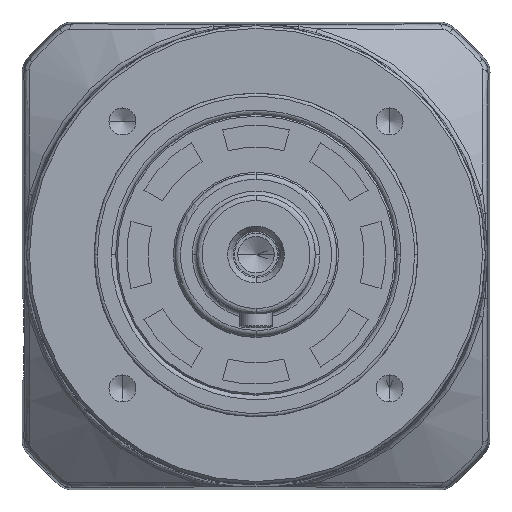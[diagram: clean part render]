
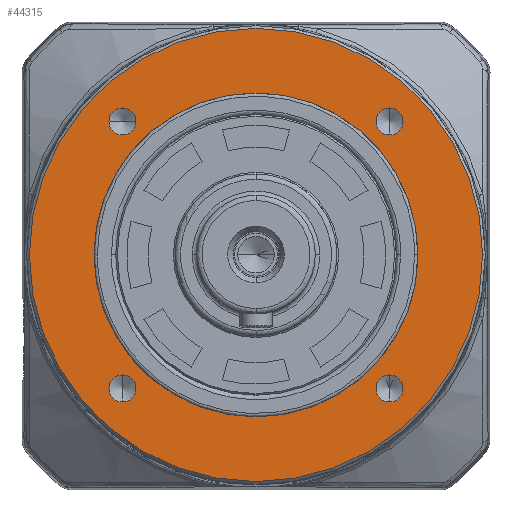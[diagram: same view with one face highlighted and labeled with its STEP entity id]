
A CAD part, top view. The second image highlights one B-rep face of the part: STEP entity #44315.
In plain terms, the highlighted planar face has unit normal (0, 0, 1).
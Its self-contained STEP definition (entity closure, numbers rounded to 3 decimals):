
#243 = AXIS2_PLACEMENT_3D ( 'NONE', #11400, #43931, #55096 ) ;
#279 = CIRCLE ( 'NONE', #17409, 42. ) ;
#336 = CARTESIAN_POINT ( 'NONE',  ( 22.249, -24.749, 41.5 ) ) ;
#525 = CARTESIAN_POINT ( 'NONE',  ( 22.249, 24.749, 41.5 ) ) ;
#531 = CARTESIAN_POINT ( 'NONE',  ( -30., 0., 41.5 ) ) ;
#552 = AXIS2_PLACEMENT_3D ( 'NONE', #55126, #55081, #55024 ) ;
#785 = EDGE_LOOP ( 'NONE', ( #5599, #28657 ) ) ;
#1157 = FACE_BOUND ( 'NONE', #11065, .T. ) ;
#1419 = DIRECTION ( 'NONE',  ( 0., 0., 1. ) ) ;
#1683 = EDGE_CURVE ( 'NONE', #6871, #52239, #52015, .T. ) ;
#3104 = CARTESIAN_POINT ( 'NONE',  ( -22.249, -24.749, 41.5 ) ) ;
#3326 = EDGE_CURVE ( 'NONE', #38513, #39577, #45531, .T. ) ;
#3686 = DIRECTION ( 'NONE',  ( 1., 0., 0. ) ) ;
#3760 = ORIENTED_EDGE ( 'NONE', *, *, #34770, .T. ) ;
#4611 = VERTEX_POINT ( 'NONE', #28533 ) ;
#5289 = EDGE_CURVE ( 'NONE', #10316, #45011, #44312, .T. ) ;
#5599 = ORIENTED_EDGE ( 'NONE', *, *, #51392, .F. ) ;
#6221 = EDGE_CURVE ( 'NONE', #52239, #6871, #25166, .T. ) ;
#6285 = EDGE_LOOP ( 'NONE', ( #14832, #20705 ) ) ;
#6382 = ORIENTED_EDGE ( 'NONE', *, *, #1683, .T. ) ;
#6475 = CARTESIAN_POINT ( 'NONE',  ( 0., 0., 41.5 ) ) ;
#6871 = VERTEX_POINT ( 'NONE', #12156 ) ;
#7443 = DIRECTION ( 'NONE',  ( 1., 0., 0. ) ) ;
#7460 = DIRECTION ( 'NONE',  ( 0., 0., -1. ) ) ;
#7514 = CARTESIAN_POINT ( 'NONE',  ( -24.749, 24.749, 41.5 ) ) ;
#7587 = AXIS2_PLACEMENT_3D ( 'NONE', #54601, #29510, #3686 ) ;
#8717 = DIRECTION ( 'NONE',  ( 1., 0., 0. ) ) ;
#8763 = DIRECTION ( 'NONE',  ( 0., 0., -1. ) ) ;
#8780 = CARTESIAN_POINT ( 'NONE',  ( 24.749, -24.749, 41.5 ) ) ;
#9380 = EDGE_CURVE ( 'NONE', #39577, #38513, #44985, .T. ) ;
#9629 = CARTESIAN_POINT ( 'NONE',  ( -22.249, 24.749, 41.5 ) ) ;
#10316 = VERTEX_POINT ( 'NONE', #35524 ) ;
#10741 = CIRCLE ( 'NONE', #54028, 2.5 ) ;
#10890 = DIRECTION ( 'NONE',  ( -1., 0., 0. ) ) ;
#11065 = EDGE_LOOP ( 'NONE', ( #31754, #3760 ) ) ;
#11400 = CARTESIAN_POINT ( 'NONE',  ( 0., 0., 41.5 ) ) ;
#11501 = CARTESIAN_POINT ( 'NONE',  ( -24.749, -24.749, 41.5 ) ) ;
#11625 = CARTESIAN_POINT ( 'NONE',  ( 24.749, 24.749, 41.5 ) ) ;
#12156 = CARTESIAN_POINT ( 'NONE',  ( 30., 0., 41.5 ) ) ;
#13174 = DIRECTION ( 'NONE',  ( 1., 0., 0. ) ) ;
#13184 = DIRECTION ( 'NONE',  ( 0., 0., -1. ) ) ;
#13249 = CIRCLE ( 'NONE', #43728, 2.5 ) ;
#13253 = CARTESIAN_POINT ( 'NONE',  ( -24.749, -24.749, 41.5 ) ) ;
#14078 = VERTEX_POINT ( 'NONE', #525 ) ;
#14090 = EDGE_CURVE ( 'NONE', #41726, #41088, #42197, .T. ) ;
#14529 = ORIENTED_EDGE ( 'NONE', *, *, #23891, .T. ) ;
#14832 = ORIENTED_EDGE ( 'NONE', *, *, #33426, .T. ) ;
#15120 = EDGE_LOOP ( 'NONE', ( #32390, #14529 ) ) ;
#15796 = DIRECTION ( 'NONE',  ( 1., 0., 0. ) ) ;
#15908 = DIRECTION ( 'NONE',  ( 1., 0., 0. ) ) ;
#16103 = AXIS2_PLACEMENT_3D ( 'NONE', #52427, #1419, #31522 ) ;
#17409 = AXIS2_PLACEMENT_3D ( 'NONE', #6475, #36492, #10890 ) ;
#18048 = DIRECTION ( 'NONE',  ( 0., 0., -1. ) ) ;
#18505 = VERTEX_POINT ( 'NONE', #22450 ) ;
#20059 = CIRCLE ( 'NONE', #49224, 2.5 ) ;
#20705 = ORIENTED_EDGE ( 'NONE', *, *, #47266, .T. ) ;
#21279 = AXIS2_PLACEMENT_3D ( 'NONE', #8780, #8763, #8717 ) ;
#22450 = CARTESIAN_POINT ( 'NONE',  ( 27.249, 24.749, 41.5 ) ) ;
#22747 = FACE_BOUND ( 'NONE', #45246, .T. ) ;
#22913 = PLANE ( 'NONE',  #16103 ) ;
#23152 = ORIENTED_EDGE ( 'NONE', *, *, #6221, .T. ) ;
#23891 = EDGE_CURVE ( 'NONE', #4611, #37162, #42530, .T. ) ;
#24048 = FACE_BOUND ( 'NONE', #6285, .T. ) ;
#24566 = EDGE_LOOP ( 'NONE', ( #6382, #23152 ) ) ;
#25166 = CIRCLE ( 'NONE', #50362, 30. ) ;
#25458 = FACE_OUTER_BOUND ( 'NONE', #785, .T. ) ;
#25601 = CARTESIAN_POINT ( 'NONE',  ( -42., 0., 41.5 ) ) ;
#26227 = ORIENTED_EDGE ( 'NONE', *, *, #3326, .T. ) ;
#26589 = CIRCLE ( 'NONE', #7587, 2.5 ) ;
#27715 = AXIS2_PLACEMENT_3D ( 'NONE', #7514, #7460, #7443 ) ;
#28249 = DIRECTION ( 'NONE',  ( 1., 0., 0. ) ) ;
#28358 = DIRECTION ( 'NONE',  ( 0., 0., -1. ) ) ;
#28370 = CARTESIAN_POINT ( 'NONE',  ( 0., 0., 41.5 ) ) ;
#28458 = CARTESIAN_POINT ( 'NONE',  ( 42., 0., 41.5 ) ) ;
#28533 = CARTESIAN_POINT ( 'NONE',  ( -27.249, -24.749, 41.5 ) ) ;
#28657 = ORIENTED_EDGE ( 'NONE', *, *, #14090, .F. ) ;
#29510 = DIRECTION ( 'NONE',  ( 0., 0., -1. ) ) ;
#31522 = DIRECTION ( 'NONE',  ( 1., 0., 0. ) ) ;
#31754 = ORIENTED_EDGE ( 'NONE', *, *, #5289, .T. ) ;
#32390 = ORIENTED_EDGE ( 'NONE', *, *, #46771, .T. ) ;
#33426 = EDGE_CURVE ( 'NONE', #18505, #14078, #13249, .T. ) ;
#33610 = CARTESIAN_POINT ( 'NONE',  ( -27.249, 24.749, 41.5 ) ) ;
#34141 = FACE_BOUND ( 'NONE', #15120, .T. ) ;
#34770 = EDGE_CURVE ( 'NONE', #45011, #10316, #26589, .T. ) ;
#35524 = CARTESIAN_POINT ( 'NONE',  ( 27.249, -24.749, 41.5 ) ) ;
#36492 = DIRECTION ( 'NONE',  ( 0., 0., -1. ) ) ;
#37162 = VERTEX_POINT ( 'NONE', #3104 ) ;
#38513 = VERTEX_POINT ( 'NONE', #33610 ) ;
#39577 = VERTEX_POINT ( 'NONE', #9629 ) ;
#41088 = VERTEX_POINT ( 'NONE', #25601 ) ;
#41365 = DIRECTION ( 'NONE',  ( 0., 0., -1. ) ) ;
#41499 = DIRECTION ( 'NONE',  ( 0., 0., -1. ) ) ;
#41726 = VERTEX_POINT ( 'NONE', #28458 ) ;
#42197 = CIRCLE ( 'NONE', #552, 42. ) ;
#42343 = AXIS2_PLACEMENT_3D ( 'NONE', #13253, #13184, #13174 ) ;
#42530 = CIRCLE ( 'NONE', #42343, 2.5 ) ;
#43637 = CARTESIAN_POINT ( 'NONE',  ( 24.749, 24.749, 41.5 ) ) ;
#43728 = AXIS2_PLACEMENT_3D ( 'NONE', #43637, #18048, #47777 ) ;
#43931 = DIRECTION ( 'NONE',  ( 0., 0., -1. ) ) ;
#44312 = CIRCLE ( 'NONE', #21279, 2.5 ) ;
#44315 = ADVANCED_FACE ( 'NONE', ( #45384, #25458, #24048, #1157, #34141, #22747 ), #22913, .T. ) ;
#44985 = CIRCLE ( 'NONE', #49000, 2.5 ) ;
#45011 = VERTEX_POINT ( 'NONE', #336 ) ;
#45246 = EDGE_LOOP ( 'NONE', ( #46609, #26227 ) ) ;
#45384 = FACE_BOUND ( 'NONE', #24566, .T. ) ;
#45531 = CIRCLE ( 'NONE', #27715, 2.5 ) ;
#45575 = DIRECTION ( 'NONE',  ( 1., 0., 0. ) ) ;
#45646 = DIRECTION ( 'NONE',  ( 0., 0., -1. ) ) ;
#45834 = CARTESIAN_POINT ( 'NONE',  ( -24.749, 24.749, 41.5 ) ) ;
#46609 = ORIENTED_EDGE ( 'NONE', *, *, #9380, .T. ) ;
#46771 = EDGE_CURVE ( 'NONE', #37162, #4611, #10741, .T. ) ;
#47266 = EDGE_CURVE ( 'NONE', #14078, #18505, #20059, .T. ) ;
#47777 = DIRECTION ( 'NONE',  ( 1., 0., 0. ) ) ;
#49000 = AXIS2_PLACEMENT_3D ( 'NONE', #45834, #45646, #45575 ) ;
#49224 = AXIS2_PLACEMENT_3D ( 'NONE', #11625, #41499, #15908 ) ;
#50362 = AXIS2_PLACEMENT_3D ( 'NONE', #28370, #28358, #28249 ) ;
#51392 = EDGE_CURVE ( 'NONE', #41088, #41726, #279, .T. ) ;
#52015 = CIRCLE ( 'NONE', #243, 30. ) ;
#52239 = VERTEX_POINT ( 'NONE', #531 ) ;
#52427 = CARTESIAN_POINT ( 'NONE',  ( 0., 0., 41.5 ) ) ;
#54028 = AXIS2_PLACEMENT_3D ( 'NONE', #11501, #41365, #15796 ) ;
#54601 = CARTESIAN_POINT ( 'NONE',  ( 24.749, -24.749, 41.5 ) ) ;
#55024 = DIRECTION ( 'NONE',  ( -1., 0., 0. ) ) ;
#55081 = DIRECTION ( 'NONE',  ( 0., 0., -1. ) ) ;
#55096 = DIRECTION ( 'NONE',  ( 1., 0., 0. ) ) ;
#55126 = CARTESIAN_POINT ( 'NONE',  ( 0., 0., 41.5 ) ) ;
